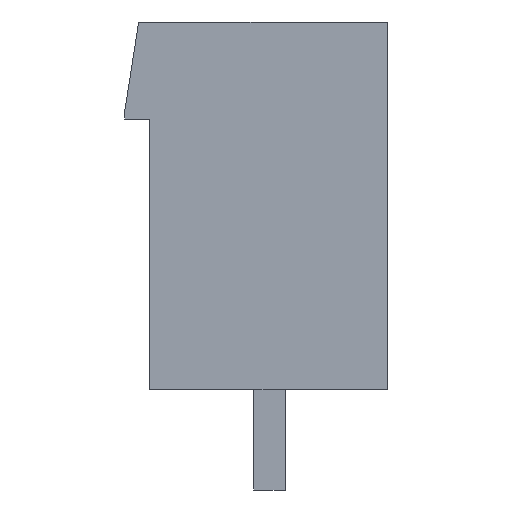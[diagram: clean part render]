
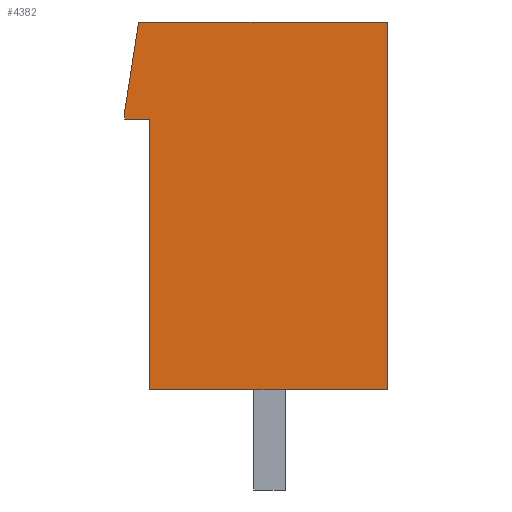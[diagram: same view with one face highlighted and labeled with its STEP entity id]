
A CAD part, left-side view. The second image highlights one B-rep face of the part: STEP entity #4382.
In plain terms, the highlighted planar face has unit normal (-1, 0, 0).
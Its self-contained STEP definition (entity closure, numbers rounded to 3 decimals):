
#4359=AXIS2_PLACEMENT_3D('Plane Axis2P3D',#4356,#4357,#4358) ;
#717=CARTESIAN_POINT('Vertex',(0.,7.95,14.95)) ;
#722=CARTESIAN_POINT('Line Origine',(0.,3.975,14.95)) ;
#726=CARTESIAN_POINT('Vertex',(0.,0.,14.95)) ;
#3109=CARTESIAN_POINT('Vertex',(0.,7.6,11.85)) ;
#3112=CARTESIAN_POINT('Line Origine',(0.,8.,11.85)) ;
#3116=CARTESIAN_POINT('Vertex',(0.,8.4,11.85)) ;
#3321=CARTESIAN_POINT('Vertex',(0.,7.6,3.2)) ;
#3324=CARTESIAN_POINT('Line Origine',(0.,7.6,7.525)) ;
#4329=CARTESIAN_POINT('Vertex',(0.,0.,3.2)) ;
#4332=CARTESIAN_POINT('Line Origine',(0.,3.8,3.2)) ;
#4344=CARTESIAN_POINT('Line Origine',(0.,0.,9.075)) ;
#4356=CARTESIAN_POINT('Axis2P3D Location',(0.,0.,-0.05)) ;
#4361=CARTESIAN_POINT('Line Origine',(0.,8.175,13.5)) ;
#4365=CARTESIAN_POINT('Vertex',(0.,8.4,12.05)) ;
#4368=CARTESIAN_POINT('Line Origine',(0.,8.4,11.95)) ;
#723=DIRECTION('Vector Direction',(0.,-1.,0.)) ;
#3113=DIRECTION('Vector Direction',(0.,-1.,0.)) ;
#3325=DIRECTION('Vector Direction',(0.,0.,-1.)) ;
#4333=DIRECTION('Vector Direction',(0.,-1.,0.)) ;
#4345=DIRECTION('Vector Direction',(0.,0.,-1.)) ;
#4357=DIRECTION('Axis2P3D Direction',(-1.,0.,0.)) ;
#4358=DIRECTION('Axis2P3D XDirection',(0.,0.,1.)) ;
#4362=DIRECTION('Vector Direction',(0.,0.153,-0.988)) ;
#4369=DIRECTION('Vector Direction',(0.,0.,1.)) ;
#724=VECTOR('Line Direction',#723,1.) ;
#3114=VECTOR('Line Direction',#3113,1.) ;
#3326=VECTOR('Line Direction',#3325,1.) ;
#4334=VECTOR('Line Direction',#4333,1.) ;
#4346=VECTOR('Line Direction',#4345,1.) ;
#4363=VECTOR('Line Direction',#4362,1.) ;
#4370=VECTOR('Line Direction',#4369,1.) ;
#4374=ORIENTED_EDGE('',*,*,#3118,.T.) ;
#4375=ORIENTED_EDGE('',*,*,#3328,.T.) ;
#4376=ORIENTED_EDGE('',*,*,#4336,.T.) ;
#4377=ORIENTED_EDGE('',*,*,#4348,.T.) ;
#4378=ORIENTED_EDGE('',*,*,#728,.T.) ;
#4379=ORIENTED_EDGE('',*,*,#4367,.T.) ;
#4380=ORIENTED_EDGE('',*,*,#4372,.T.) ;
#4382=ADVANCED_FACE('HOUSING',(#4381),#4360,.T.) ;
#728=EDGE_CURVE('',#727,#718,#725,.F.) ;
#3118=EDGE_CURVE('',#3117,#3110,#3115,.T.) ;
#3328=EDGE_CURVE('',#3110,#3322,#3327,.T.) ;
#4336=EDGE_CURVE('',#3322,#4330,#4335,.T.) ;
#4348=EDGE_CURVE('',#4330,#727,#4347,.F.) ;
#4367=EDGE_CURVE('',#718,#4366,#4364,.T.) ;
#4372=EDGE_CURVE('',#4366,#3117,#4371,.F.) ;
#4373=EDGE_LOOP('',(#4374,#4375,#4376,#4377,#4378,#4379,#4380)) ;
#4381=FACE_OUTER_BOUND('',#4373,.T.) ;
#725=LINE('Line',#722,#724) ;
#3115=LINE('Line',#3112,#3114) ;
#3327=LINE('Line',#3324,#3326) ;
#4335=LINE('Line',#4332,#4334) ;
#4347=LINE('Line',#4344,#4346) ;
#4364=LINE('Line',#4361,#4363) ;
#4371=LINE('Line',#4368,#4370) ;
#4360=PLANE('',#4359) ;
#718=VERTEX_POINT('',#717) ;
#727=VERTEX_POINT('',#726) ;
#3110=VERTEX_POINT('',#3109) ;
#3117=VERTEX_POINT('',#3116) ;
#3322=VERTEX_POINT('',#3321) ;
#4330=VERTEX_POINT('',#4329) ;
#4366=VERTEX_POINT('',#4365) ;
